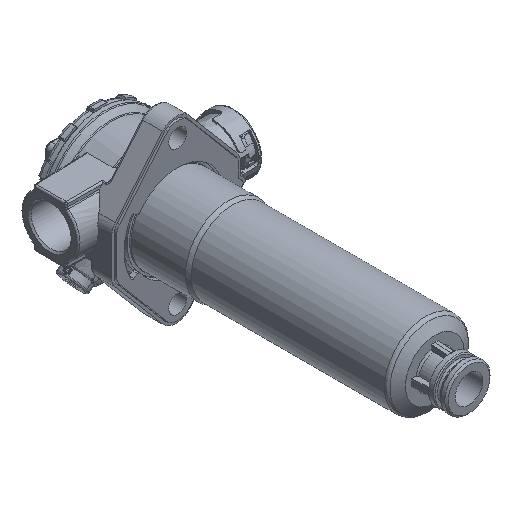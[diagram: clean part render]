
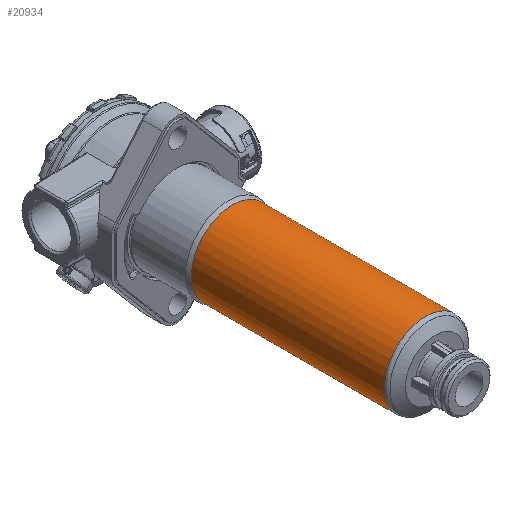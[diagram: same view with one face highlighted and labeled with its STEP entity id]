
A CAD part, isometric view. The second image highlights one B-rep face of the part: STEP entity #20934.
In plain terms, the highlighted free-form (B-spline) face has degree [2, 1] with [7, 2] control points.
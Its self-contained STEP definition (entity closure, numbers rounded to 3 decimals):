
#20847=CARTESIAN_POINT('V1213',(0.,-153.676,
   25.25));
#20848=VERTEX_POINT('V1213',#20847);
#20862=CARTESIAN_POINT('E2042',(0.,-153.676,
   25.25));
#20863=CARTESIAN_POINT('E2042',(43.734,
   -153.676,25.25));
#20864=CARTESIAN_POINT('E2042',(21.867,
   -153.676,-12.625));
#20865=CARTESIAN_POINT('E2042',(0.,-153.676,
   -50.5));
#20866=CARTESIAN_POINT('E2042',(-21.867,
   -153.676,-12.625));
#20867=CARTESIAN_POINT('E2042',(-43.734,
   -153.676,25.25));
#20868=CARTESIAN_POINT('E2042',(0.,-153.676,
   25.25));
#20876=(BOUNDED_CURVE()B_SPLINE_CURVE(2,(#20862,#20863,#20864,
   #20865,#20866,#20867,#20868),.CIRCULAR_ARC.,.T.,.U.)
   B_SPLINE_CURVE_WITH_KNOTS((3,2,2,3),(0.0,0.738,
   1.477,2.215),.UNSPECIFIED.)CURVE()
   GEOMETRIC_REPRESENTATION_ITEM()RATIONAL_B_SPLINE_CURVE((1.0,
   0.5,1.0,0.5,1.0,0.5,1.0)
   )REPRESENTATION_ITEM('E2042'));
#20877=EDGE_CURVE('E2042',#20848,#20848,#20876,.T.);
#20884=CARTESIAN_POINT('F808',(0.,-35.214,
   25.25));
#20885=CARTESIAN_POINT('F808',(-43.734,
   -35.214,25.25));
#20886=CARTESIAN_POINT('F808',(-21.867,
   -35.214,-12.625));
#20887=CARTESIAN_POINT('F808',(0.,-35.214,
   -50.5));
#20888=CARTESIAN_POINT('F808',(21.867,
   -35.214,-12.625));
#20889=CARTESIAN_POINT('F808',(43.734,
   -35.214,25.25));
#20890=CARTESIAN_POINT('F808',(0.,-35.214,
   25.25));
#20891=CARTESIAN_POINT('F808',(0.,-153.676,
   25.25));
#20892=CARTESIAN_POINT('F808',(-43.734,
   -153.676,25.25));
#20893=CARTESIAN_POINT('F808',(-21.867,
   -153.676,-12.625));
#20894=CARTESIAN_POINT('F808',(0.,-153.676,
   -50.5));
#20895=CARTESIAN_POINT('F808',(21.867,
   -153.676,-12.625));
#20896=CARTESIAN_POINT('F808',(43.734,
   -153.676,25.25));
#20897=CARTESIAN_POINT('F808',(0.,-153.676,
   25.25));
#20905=(BOUNDED_SURFACE()B_SPLINE_SURFACE(2,1,((#20884,#20891),(
   #20885,#20892),(#20886,#20893),(#20887,#20894),(#20888,
   #20895),(#20889,#20896),(#20890,#20897)),.CYLINDRICAL_SURF.,
   .T.,.F.,.U.)B_SPLINE_SURFACE_WITH_KNOTS((3,2,2,3),(2,2),(0.0,
   0.738,1.477,2.215),(0.0,1.0),
   .UNSPECIFIED.)GEOMETRIC_REPRESENTATION_ITEM()
   RATIONAL_B_SPLINE_SURFACE(((1.0,1.0),(0.5,
   0.5),(1.0,1.0),(0.5,
   0.5),(1.0,1.0),(0.5,
   0.5),(1.0,1.0)))REPRESENTATION_ITEM('F808')
   SURFACE());
#20906=CARTESIAN_POINT('V1214',(0.,-35.214,
   25.25));
#20907=VERTEX_POINT('V1214',#20906);
#20908=CARTESIAN_POINT('E2043',(0.,-153.676,
   25.25));
#20909=CARTESIAN_POINT('E2043',(0.,-35.214,
   25.25));
#20910=QUASI_UNIFORM_CURVE('E2043',1,(#20908,#20909),.POLYLINE_FORM.,
   .F.,.U.);
#20911=EDGE_CURVE('E2043',#20848,#20907,#20910,.T.);
#20912=ORIENTED_EDGE('E2043',*,*,#20911,.T.);
#20913=CARTESIAN_POINT('E2044',(0.,-35.214,
   25.25));
#20914=CARTESIAN_POINT('E2044',(43.734,
   -35.214,25.25));
#20915=CARTESIAN_POINT('E2044',(21.867,
   -35.214,-12.625));
#20916=CARTESIAN_POINT('E2044',(0.,-35.214,
   -50.5));
#20917=CARTESIAN_POINT('E2044',(-21.867,
   -35.214,-12.625));
#20918=CARTESIAN_POINT('E2044',(-43.734,
   -35.214,25.25));
#20919=CARTESIAN_POINT('E2044',(0.,-35.214,
   25.25));
#20927=(BOUNDED_CURVE()B_SPLINE_CURVE(2,(#20913,#20914,#20915,
   #20916,#20917,#20918,#20919),.CIRCULAR_ARC.,.T.,.U.)
   B_SPLINE_CURVE_WITH_KNOTS((3,2,2,3),(0.0,32.083,
   64.166,96.249),.UNSPECIFIED.)CURVE()
   GEOMETRIC_REPRESENTATION_ITEM()RATIONAL_B_SPLINE_CURVE((1.0,
   0.5,1.0,0.5,1.0,0.5,1.0)
   )REPRESENTATION_ITEM('E2044'));
#20928=EDGE_CURVE('E2044',#20907,#20907,#20927,.T.);
#20929=ORIENTED_EDGE('E2044',*,*,#20928,.F.);
#20930=ORIENTED_EDGE('E2043',*,*,#20911,.F.);
#20931=ORIENTED_EDGE('E2042',*,*,#20877,.T.);
#20932=EDGE_LOOP('F808',(#20912,#20929,#20930,#20931));
#20933=FACE_OUTER_BOUND('F808',#20932,.T.);
#20934=ADVANCED_FACE('F808',(#20933),#20905,.T.);
